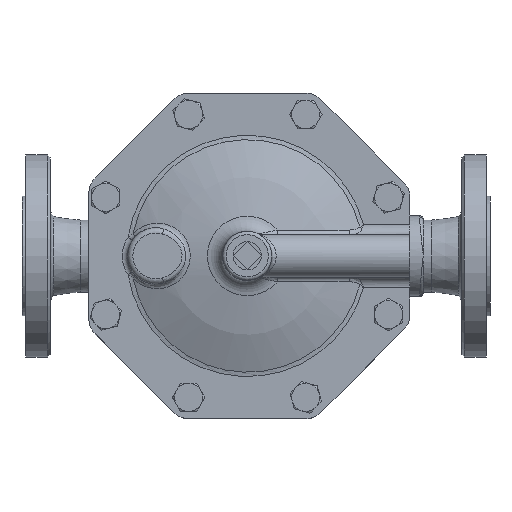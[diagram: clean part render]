
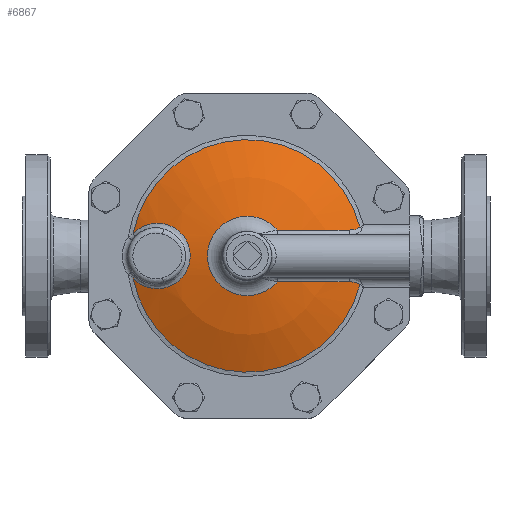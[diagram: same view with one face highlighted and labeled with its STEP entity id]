
A CAD part, top view. The second image highlights one B-rep face of the part: STEP entity #6867.
In plain terms, the highlighted spherical face has radius 160 mm.
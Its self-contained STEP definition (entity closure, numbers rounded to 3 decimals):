
#22=SPHERICAL_SURFACE('',#7507,160.);
#158=B_SPLINE_CURVE_WITH_KNOTS('',3,(#11140,#11141,#11142,#11143,#11144,
#11145,#11146,#11147,#11148,#11149,#11150,#11151,#11152,#11153,#11154,#11155,
#11156,#11157),.UNSPECIFIED.,.F.,.F.,(4,1,1,1,1,1,1,1,1,1,1,1,1,1,1,4),
(-9.4,-9.232,-8.728,-8.057,
-7.386,-7.218,-6.714,-6.043,
-5.371,-4.476,-4.029,-3.357,
-2.686,-1.343,-0.671,0.),.UNSPECIFIED.);
#163=B_SPLINE_CURVE_WITH_KNOTS('',3,(#11237,#11238,#11239,#11240,#11241,
#11242),.UNSPECIFIED.,.F.,.F.,(4,1,1,4),(-0.707,-0.303,
-0.101,0.),.UNSPECIFIED.);
#164=B_SPLINE_CURVE_WITH_KNOTS('',3,(#11249,#11250,#11251,#11252,#11253,
#11254,#11255),.UNSPECIFIED.,.F.,.F.,(4,1,1,1,4),(-0.707,-0.606,
-0.505,-0.404,0.),
 .UNSPECIFIED.);
#1763=FACE_OUTER_BOUND('',#2307,.T.);
#2307=EDGE_LOOP('',(#5410,#5411,#5412,#5413,#5414,#5415,#5416,#5417));
#2758=CIRCLE('',#7503,66.072);
#2759=CIRCLE('',#7505,66.072);
#2761=CIRCLE('',#7508,159.321);
#2762=CIRCLE('',#7509,22.588);
#2763=CIRCLE('',#7510,159.321);
#3246=VERTEX_POINT('',#11137);
#3247=VERTEX_POINT('',#11139);
#3251=VERTEX_POINT('',#11216);
#3252=VERTEX_POINT('',#11225);
#3254=VERTEX_POINT('',#11236);
#3255=VERTEX_POINT('',#11243);
#3256=VERTEX_POINT('',#11245);
#3257=VERTEX_POINT('',#11247);
#4033=EDGE_CURVE('',#3246,#3247,#158,.T.);
#4042=EDGE_CURVE('',#3251,#3246,#2758,.T.);
#4043=EDGE_CURVE('',#3247,#3252,#2759,.T.);
#4046=EDGE_CURVE('',#3254,#3251,#163,.T.);
#4047=EDGE_CURVE('',#3255,#3254,#2761,.T.);
#4048=EDGE_CURVE('',#3256,#3255,#2762,.T.);
#4049=EDGE_CURVE('',#3257,#3256,#2763,.T.);
#4050=EDGE_CURVE('',#3252,#3257,#164,.T.);
#5410=ORIENTED_EDGE('',*,*,#4033,.F.);
#5411=ORIENTED_EDGE('',*,*,#4042,.F.);
#5412=ORIENTED_EDGE('',*,*,#4046,.F.);
#5413=ORIENTED_EDGE('',*,*,#4047,.F.);
#5414=ORIENTED_EDGE('',*,*,#4048,.F.);
#5415=ORIENTED_EDGE('',*,*,#4049,.F.);
#5416=ORIENTED_EDGE('',*,*,#4050,.F.);
#5417=ORIENTED_EDGE('',*,*,#4043,.F.);
#6867=ADVANCED_FACE('',(#1763),#22,.T.);
#7503=AXIS2_PLACEMENT_3D('',#11223,#8795,#8796);
#7505=AXIS2_PLACEMENT_3D('',#11226,#8799,#8800);
#7507=AXIS2_PLACEMENT_3D('',#11235,#8803,#8804);
#7508=AXIS2_PLACEMENT_3D('',#11244,#8805,#8806);
#7509=AXIS2_PLACEMENT_3D('',#11246,#8807,#8808);
#7510=AXIS2_PLACEMENT_3D('',#11248,#8809,#8810);
#8795=DIRECTION('center_axis',(0.,0.,
-1.));
#8796=DIRECTION('ref_axis',(-1.,0.,0.));
#8799=DIRECTION('center_axis',(0.,0.,
-1.));
#8800=DIRECTION('ref_axis',(-1.,0.,0.));
#8803=DIRECTION('center_axis',(0.,0.,1.));
#8804=DIRECTION('ref_axis',(1.,0.,0.));
#8805=DIRECTION('center_axis',(0.,1.,0.));
#8806=DIRECTION('ref_axis',(-0.108,0.,-0.994));
#8807=DIRECTION('center_axis',(0.,0.,1.));
#8808=DIRECTION('ref_axis',(-1.,0.,0.));
#8809=DIRECTION('center_axis',(0.,-1.,0.));
#8810=DIRECTION('ref_axis',(-0.108,0.,-0.994));
#11137=CARTESIAN_POINT('',(-64.877,-12.508,17.035));
#11139=CARTESIAN_POINT('',(-64.877,12.508,17.035));
#11140=CARTESIAN_POINT('Ctrl Pts',(-64.877,-12.508,17.035));
#11141=CARTESIAN_POINT('Ctrl Pts',(-64.519,-12.904,
17.161));
#11142=CARTESIAN_POINT('Ctrl Pts',(-63.013,-14.433,
17.688));
#11143=CARTESIAN_POINT('Ctrl Pts',(-59.53,-16.917,
18.9));
#11144=CARTESIAN_POINT('Ctrl Pts',(-54.004,-18.773,
20.801));
#11145=CARTESIAN_POINT('Ctrl Pts',(-49.218,-18.718,
22.423));
#11146=CARTESIAN_POINT('Ctrl Pts',(-45.132,-17.788,
23.796));
#11147=CARTESIAN_POINT('Ctrl Pts',(-41.183,-16.165,
25.114));
#11148=CARTESIAN_POINT('Ctrl Pts',(-36.587,-12.371,
26.631));
#11149=CARTESIAN_POINT('Ctrl Pts',(-32.816,-6.017,
27.864));
#11150=CARTESIAN_POINT('Ctrl Pts',(-31.993,0.761,
28.132));
#11151=CARTESIAN_POINT('Ctrl Pts',(-33.562,7.25,27.621));
#11152=CARTESIAN_POINT('Ctrl Pts',(-36.556,12.338,26.641));
#11153=CARTESIAN_POINT('Ctrl Pts',(-43.261,17.895,24.429));
#11154=CARTESIAN_POINT('Ctrl Pts',(-51.955,19.466,21.507));
#11155=CARTESIAN_POINT('Ctrl Pts',(-60.024,16.754,18.73));
#11156=CARTESIAN_POINT('Ctrl Pts',(-63.443,14.094,17.538));
#11157=CARTESIAN_POINT('Ctrl Pts',(-64.877,12.508,17.035));
#11216=CARTESIAN_POINT('',(63.991,-16.453,17.035));
#11223=CARTESIAN_POINT('Origin',(0.,0.,
17.035));
#11225=CARTESIAN_POINT('',(63.991,16.453,17.035));
#11226=CARTESIAN_POINT('Origin',(0.,0.,
17.035));
#11235=CARTESIAN_POINT('Origin',(0.,0.,-128.685));
#11236=CARTESIAN_POINT('',(57.965,-14.724,19.717));
#11237=CARTESIAN_POINT('Ctrl Pts',(57.965,-14.724,19.717));
#11238=CARTESIAN_POINT('Ctrl Pts',(59.197,-14.724,19.236));
#11239=CARTESIAN_POINT('Ctrl Pts',(61.07,-14.889,18.461));
#11240=CARTESIAN_POINT('Ctrl Pts',(63.068,-15.623,17.531));
#11241=CARTESIAN_POINT('Ctrl Pts',(63.8,-16.207,17.147));
#11242=CARTESIAN_POINT('Ctrl Pts',(63.991,-16.453,17.035));
#11243=CARTESIAN_POINT('',(17.13,-14.724,29.712));
#11244=CARTESIAN_POINT('Origin',(0.,-14.724,
-128.685));
#11245=CARTESIAN_POINT('',(17.13,14.724,29.712));
#11246=CARTESIAN_POINT('Origin',(0.,0.,
29.712));
#11247=CARTESIAN_POINT('',(57.965,14.724,19.717));
#11248=CARTESIAN_POINT('Origin',(0.,14.724,-128.685));
#11249=CARTESIAN_POINT('Ctrl Pts',(63.991,16.453,17.035));
#11250=CARTESIAN_POINT('Ctrl Pts',(63.8,16.207,17.147));
#11251=CARTESIAN_POINT('Ctrl Pts',(63.315,15.815,17.402));
#11252=CARTESIAN_POINT('Ctrl Pts',(62.494,15.416,17.797));
#11253=CARTESIAN_POINT('Ctrl Pts',(60.762,14.858,18.589));
#11254=CARTESIAN_POINT('Ctrl Pts',(59.197,14.724,19.236));
#11255=CARTESIAN_POINT('Ctrl Pts',(57.965,14.724,19.717));
